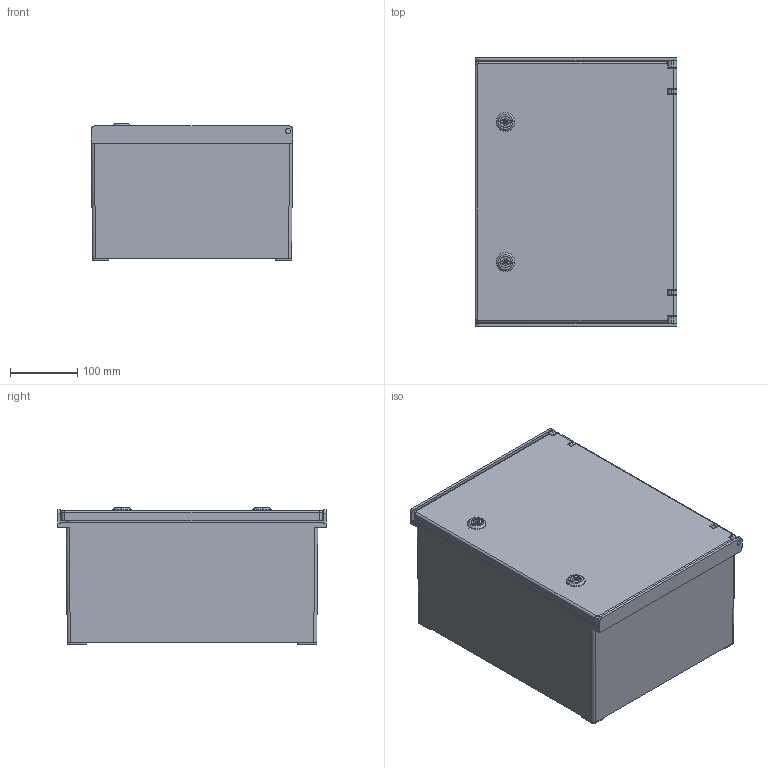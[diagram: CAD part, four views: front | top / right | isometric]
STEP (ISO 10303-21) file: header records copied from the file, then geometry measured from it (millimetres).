
FILE_DESCRIPTION (( 'STEP AP214' ), '1' );
FILE_NAME ('PS-3040.STEP', '2011-05-17T14:19:21', ( '' ), ( '' ), 'SwSTEP 2.0', 'SolidWorks 2010', '' );
FILE_SCHEMA (( 'AUTOMOTIVE_DESIGN' ));
Length unit declared in the file: millimetre
Products named in the file (12): ENG-110484_10PS-3040; ENG-110505; ENG-110502_32PS-3040; ENG-110518_300 x 400; ENG-029516_245; ENG-012226; ENG-20060704100; ENG-029515; ENG-012225; ENG-029520; ENG-029550; PS-3040
Assembly tree (13 placements, depth 4):
  PS-3040
    ENG-110505
      ENG-029520  x2
      ENG-029550
      ENG-029516_245  x2
        ENG-029515
        ENG-20060704100
        ENG-012225
        ENG-012226
      ENG-110502_32PS-3040
      ENG-110518_300 x 400
    ENG-110484_10PS-3040
Bounding box: 300 x 400 x 203 mm (x, y, z)
Volume: 1849716.3 mm3; surface area: 1234524.4 mm2
Topology: 18 solids, 18 shells, 2062 faces, 5143 edges, 3135 vertices
Faces by surface type: plane 823, cylinder 639, bspline 320, cone 200, torus 68, sphere 12
Entity records: 56146 total; most frequent: CARTESIAN_POINT 15139, DIRECTION 7834, ORIENTED_EDGE 7824, EDGE_CURVE 3912, AXIS2_PLACEMENT_3D 2876, VERTEX_POINT 2462, VECTOR 2082, LINE 2082
